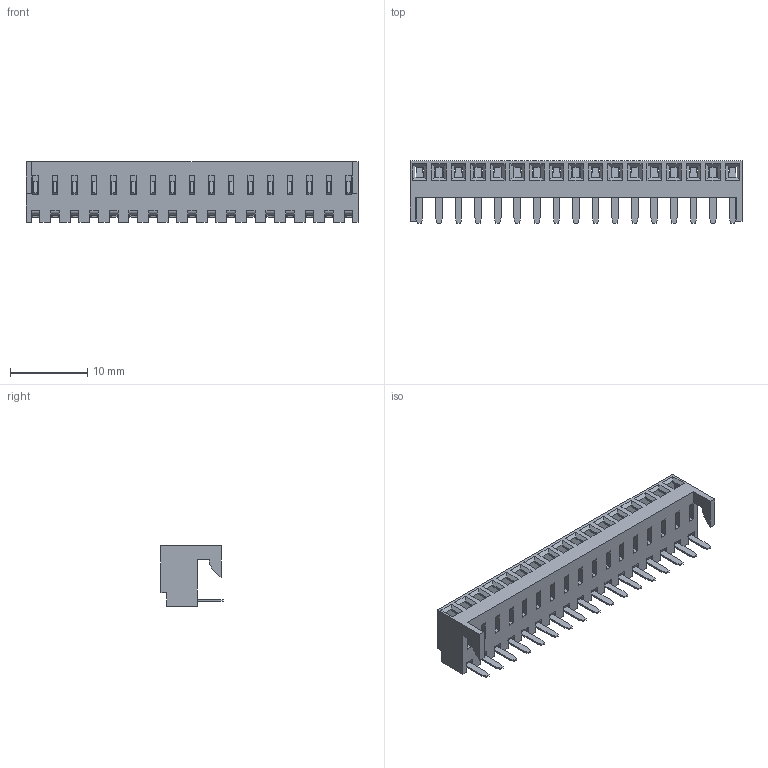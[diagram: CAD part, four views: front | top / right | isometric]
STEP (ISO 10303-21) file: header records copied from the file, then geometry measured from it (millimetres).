
FILE_DESCRIPTION(('STEP AP242'),'1');
FILE_NAME('0022152176.stp','2025-08-02T16:31:42',('TraceParts'),('TraceParts S.A.'),'Spatial InterOp 3D',' ',' ');
FILE_SCHEMA(('AP242_MANAGED_MODEL_BASED_3D_ENGINEERING_MIM_LF {1 0 10303 442 1 1 4}'));
Length unit declared in the file: millimetre
Products named in the file (1): 022152176
Bounding box: 43.08 x 8.05 x 7.87 mm (x, y, z)
Volume: 634.3 mm3; surface area: 2351 mm2
Topology: 1 solids, 1 shells, 859 faces, 2450 edges, 1610 vertices
Faces by surface type: plane 634, cylinder 225
Entity records: 27774 total; most frequent: CARTESIAN_POINT 4887, ORIENTED_EDGE 4832, DIRECTION 4656, EDGE_CURVE 2416, LINE 1966, VECTOR 1966, VERTEX_POINT 1576, AXIS2_PLACEMENT_3D 1345
